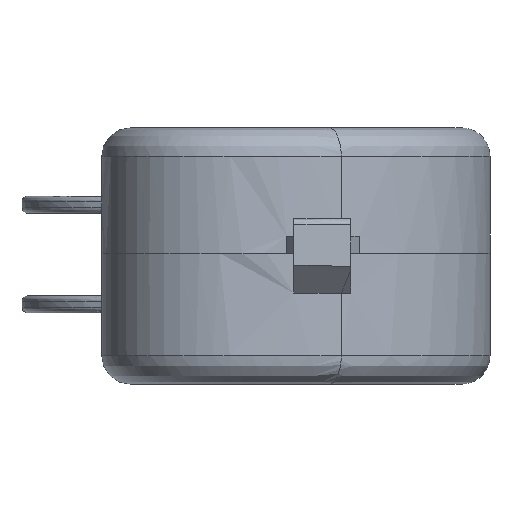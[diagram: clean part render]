
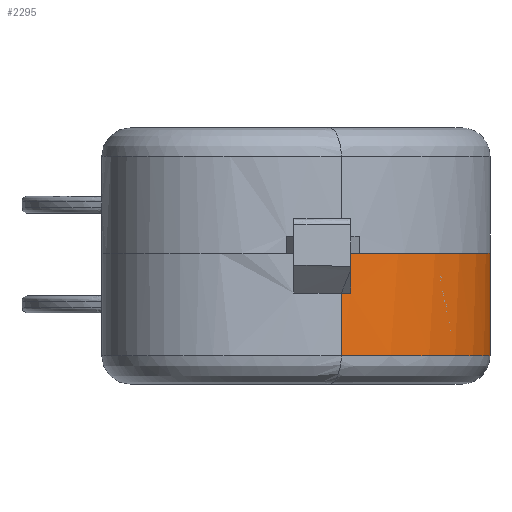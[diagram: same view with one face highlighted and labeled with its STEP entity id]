
A CAD part, left-side view. The second image highlights one B-rep face of the part: STEP entity #2295.
In plain terms, the highlighted free-form (B-spline) face has degree [3, 1] with [11, 2] control points.
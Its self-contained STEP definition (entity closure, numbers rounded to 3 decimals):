
#1728 = VERTEX_POINT('',#1729);
#1729 = CARTESIAN_POINT('',(-0.307,31.088,
    103.728));
#1757 = EDGE_CURVE('',#1758,#1728,#1760,.T.);
#1758 = VERTEX_POINT('',#1759);
#1759 = CARTESIAN_POINT('',(-0.307,31.088,
    125.715));
#1760 = B_SPLINE_CURVE_WITH_KNOTS('',1,(#1761,#1762),.UNSPECIFIED.,.F.,
  .F.,(2,2),(-20.,-2.),.PIECEWISE_BEZIER_KNOTS.);
#1761 = CARTESIAN_POINT('',(-0.307,31.088,
    125.715));
#1762 = CARTESIAN_POINT('',(-0.307,31.088,
    103.728));
#2151 = VERTEX_POINT('',#2152);
#2152 = CARTESIAN_POINT('',(-47.762,63.011,
    103.728));
#2245 = VERTEX_POINT('',#2246);
#2246 = CARTESIAN_POINT('',(-47.762,63.011,
    117.165));
#2256 = EDGE_CURVE('',#2245,#2151,#2257,.T.);
#2257 = B_SPLINE_CURVE_WITH_KNOTS('',1,(#2258,#2259),.UNSPECIFIED.,.F.,
  .F.,(2,2),(-13.,-2.),.PIECEWISE_BEZIER_KNOTS.);
#2258 = CARTESIAN_POINT('',(-47.762,63.011,
    117.165));
#2259 = CARTESIAN_POINT('',(-47.762,63.011,
    103.728));
#2295 = ADVANCED_FACE('',(#2296),#2359,.F.);
#2296 = FACE_BOUND('',#2297,.F.);
#2297 = EDGE_LOOP('',(#2298,#2314,#2315,#2344,#2345,#2354));
#2298 = ORIENTED_EDGE('',*,*,#2299,.T.);
#2299 = EDGE_CURVE('',#2300,#1758,#2302,.T.);
#2300 = VERTEX_POINT('',#2301);
#2301 = CARTESIAN_POINT('',(-46.577,60.963,
    125.715));
#2302 = B_SPLINE_CURVE_WITH_KNOTS('',3,(#2303,#2304,#2305,#2306,#2307,
    #2308,#2309,#2310,#2311,#2312,#2313),.UNSPECIFIED.,.F.,.F.,(4,1,1,1,
    1,1,1,1,4),(0.04,0.125,0.25,0.5,0.625,0.75,0.875,
    0.938,1.),.UNSPECIFIED.);
#2303 = CARTESIAN_POINT('',(-46.577,60.963,
    125.715));
#2304 = CARTESIAN_POINT('',(-45.72,59.524,
    125.715));
#2305 = CARTESIAN_POINT('',(-43.496,56.032,
    125.715));
#2306 = CARTESIAN_POINT('',(-37.983,48.745,
    125.715));
#2307 = CARTESIAN_POINT('',(-30.816,41.849,
    125.715));
#2308 = CARTESIAN_POINT('',(-22.476,36.534,
    125.715));
#2309 = CARTESIAN_POINT('',(-15.652,33.493,
    125.715));
#2310 = CARTESIAN_POINT('',(-9.498,31.874,
    125.715));
#2311 = CARTESIAN_POINT('',(-4.337,31.203,
    125.715));
#2312 = CARTESIAN_POINT('',(-1.642,31.088,
    125.715));
#2313 = CARTESIAN_POINT('',(-0.307,31.088,
    125.715));
#2314 = ORIENTED_EDGE('',*,*,#1757,.T.);
#2315 = ORIENTED_EDGE('',*,*,#2316,.F.);
#2316 = EDGE_CURVE('',#2151,#1728,#2317,.T.);
#2317 = B_SPLINE_CURVE_WITH_KNOTS('',3,(#2318,#2319,#2320,#2321,#2322,
    #2323,#2324,#2325,#2326,#2327,#2328,#2329,#2330,#2331,#2332,#2333,
    #2334,#2335,#2336,#2337,#2338,#2339,#2340,#2341,#2342,#2343),
  .UNSPECIFIED.,.F.,.F.,(4,2,2,2,2,2,2,2,2,2,2,2,4),(0.,
    0.006,0.012,0.019,
    0.022,0.025,0.031,
    0.034,0.035,0.037,
    0.043,0.046,0.049),
  .UNSPECIFIED.);
#2318 = CARTESIAN_POINT('',(-47.762,63.011,
    103.728));
#2319 = CARTESIAN_POINT('',(-46.532,60.818,
    103.728));
#2320 = CARTESIAN_POINT('',(-45.213,58.679,
    103.728));
#2321 = CARTESIAN_POINT('',(-42.37,54.537,
    103.728));
#2322 = CARTESIAN_POINT('',(-40.858,52.551,
    103.728));
#2323 = CARTESIAN_POINT('',(-37.643,48.756,
    103.728));
#2324 = CARTESIAN_POINT('',(-35.939,46.948,
    103.728));
#2325 = CARTESIAN_POINT('',(-33.221,44.387,
    103.728));
#2326 = CARTESIAN_POINT('',(-32.287,43.559,
    103.728));
#2327 = CARTESIAN_POINT('',(-30.362,41.958,
    103.728));
#2328 = CARTESIAN_POINT('',(-29.365,41.182,
    103.728));
#2329 = CARTESIAN_POINT('',(-26.314,38.969,
    103.728));
#2330 = CARTESIAN_POINT('',(-24.197,37.644,
    103.728));
#2331 = CARTESIAN_POINT('',(-20.886,35.903,
    103.728));
#2332 = CARTESIAN_POINT('',(-19.76,35.364,
    103.728));
#2333 = CARTESIAN_POINT('',(-18.035,34.62,
    103.728));
#2334 = CARTESIAN_POINT('',(-17.454,34.383,
    103.728));
#2335 = CARTESIAN_POINT('',(-16.28,33.931,
    103.728));
#2336 = CARTESIAN_POINT('',(-15.686,33.716,
    103.728));
#2337 = CARTESIAN_POINT('',(-12.704,32.706,
    103.728));
#2338 = CARTESIAN_POINT('',(-10.278,32.1,
    103.728));
#2339 = CARTESIAN_POINT('',(-6.58,31.492,
    103.728));
#2340 = CARTESIAN_POINT('',(-5.338,31.34,
    103.728));
#2341 = CARTESIAN_POINT('',(-2.833,31.139,
    103.728));
#2342 = CARTESIAN_POINT('',(-1.569,31.088,
    103.728));
#2343 = CARTESIAN_POINT('',(-0.307,31.088,
    103.728));
#2344 = ORIENTED_EDGE('',*,*,#2256,.F.);
#2345 = ORIENTED_EDGE('',*,*,#2346,.F.);
#2346 = EDGE_CURVE('',#2347,#2245,#2349,.T.);
#2347 = VERTEX_POINT('',#2348);
#2348 = CARTESIAN_POINT('',(-46.577,60.963,
    117.165));
#2349 = B_SPLINE_CURVE_WITH_KNOTS('',3,(#2350,#2351,#2352,#2353),
  .UNSPECIFIED.,.F.,.F.,(4,4),(0.,1.),.PIECEWISE_BEZIER_KNOTS.);
#2350 = CARTESIAN_POINT('',(-46.577,60.963,
    117.165));
#2351 = CARTESIAN_POINT('',(-46.981,61.64,
    117.165));
#2352 = CARTESIAN_POINT('',(-47.376,62.323,
    117.165));
#2353 = CARTESIAN_POINT('',(-47.762,63.011,
    117.165));
#2354 = ORIENTED_EDGE('',*,*,#2355,.T.);
#2355 = EDGE_CURVE('',#2347,#2300,#2356,.T.);
#2356 = B_SPLINE_CURVE_WITH_KNOTS('',1,(#2357,#2358),.UNSPECIFIED.,.F.,
  .F.,(2,2),(-5.,2.),.PIECEWISE_BEZIER_KNOTS.);
#2357 = CARTESIAN_POINT('',(-46.577,60.963,
    117.165));
#2358 = CARTESIAN_POINT('',(-46.577,60.963,
    125.715));
#2359 = B_SPLINE_SURFACE_WITH_KNOTS('',3,1,(
    (#2360,#2361)
    ,(#2362,#2363)
    ,(#2364,#2365)
    ,(#2366,#2367)
    ,(#2368,#2369)
    ,(#2370,#2371)
    ,(#2372,#2373)
    ,(#2374,#2375)
    ,(#2376,#2377)
    ,(#2378,#2379)
    ,(#2380,#2381
  )),.UNSPECIFIED.,.F.,.F.,.F.,(4,1,1,1,1,1,1,1,4),(2,2),(
    -0.003,0.123,0.248,0.499,
    0.624,0.749,0.875,0.937,1.),(0.,
    1.),.UNSPECIFIED.);
#2360 = CARTESIAN_POINT('',(-47.762,63.011,
    125.715));
#2361 = CARTESIAN_POINT('',(-47.762,63.011,
    103.728));
#2362 = CARTESIAN_POINT('',(-46.556,60.861,
    125.715));
#2363 = CARTESIAN_POINT('',(-46.556,60.861,
    103.728));
#2364 = CARTESIAN_POINT('',(-43.976,56.666,
    125.715));
#2365 = CARTESIAN_POINT('',(-43.976,56.666,
    103.728));
#2366 = CARTESIAN_POINT('',(-37.983,48.745,
    125.715));
#2367 = CARTESIAN_POINT('',(-37.983,48.745,
    103.728));
#2368 = CARTESIAN_POINT('',(-30.816,41.849,
    125.715));
#2369 = CARTESIAN_POINT('',(-30.816,41.849,
    103.728));
#2370 = CARTESIAN_POINT('',(-22.476,36.534,
    125.715));
#2371 = CARTESIAN_POINT('',(-22.476,36.534,
    103.728));
#2372 = CARTESIAN_POINT('',(-15.652,33.493,
    125.715));
#2373 = CARTESIAN_POINT('',(-15.652,33.493,
    103.728));
#2374 = CARTESIAN_POINT('',(-9.498,31.874,
    125.715));
#2375 = CARTESIAN_POINT('',(-9.498,31.874,
    103.728));
#2376 = CARTESIAN_POINT('',(-4.337,31.203,
    125.715));
#2377 = CARTESIAN_POINT('',(-4.337,31.203,
    103.728));
#2378 = CARTESIAN_POINT('',(-1.642,31.088,
    125.715));
#2379 = CARTESIAN_POINT('',(-1.642,31.088,
    103.728));
#2380 = CARTESIAN_POINT('',(-0.307,31.088,
    125.715));
#2381 = CARTESIAN_POINT('',(-0.307,31.088,
    103.728));
